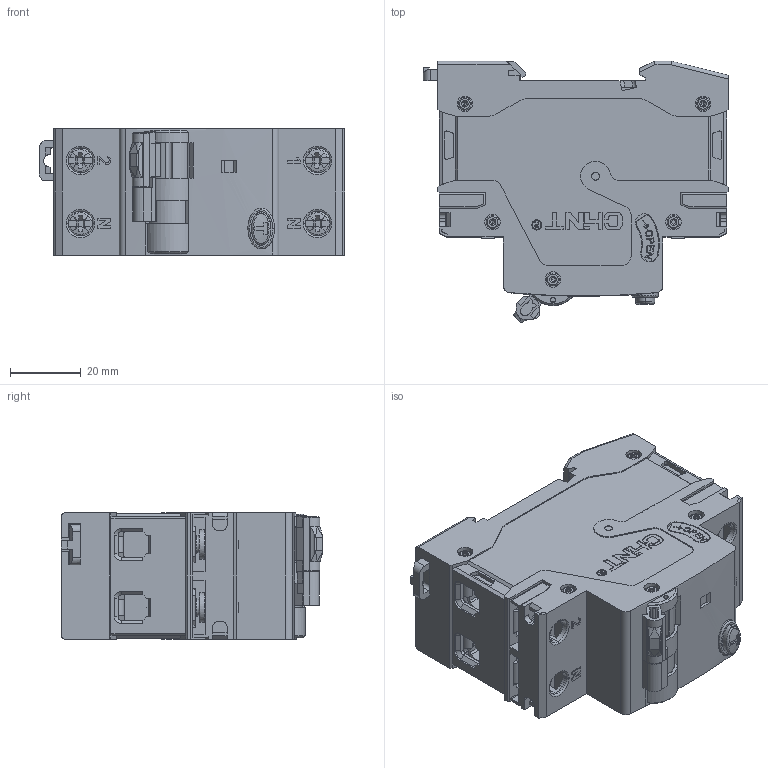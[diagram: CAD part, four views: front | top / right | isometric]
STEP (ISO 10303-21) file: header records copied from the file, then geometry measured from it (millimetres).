
FILE_DESCRIPTION((''),'2;1');
FILE_NAME('0NB1L','2023-07-18T08:15:24',('yuansp'),(''),'CREO PARAMETRIC BY PTC INC, 2020044','CREO PARAMETRIC BY PTC INC, 2020044','');
FILE_SCHEMA(('CONFIG_CONTROL_DESIGN','SHAPE_APPEARANCE_LAYERS_GROUPS'));
Products named in the file (1): 0NB1L
Bounding box: 86 x 73.66 x 35.6 mm (x, y, z)
Volume: 137583.6 mm3; surface area: 62750.6 mm2
Topology: 1 solids, 2 shells, 3633 faces, 10308 edges, 6700 vertices
Faces by surface type: plane 2714, cylinder 756, torus 85, cone 37, bspline 19, extrusion 14, sphere 8
Entity records: 146666 total; most frequent: CARTESIAN_POINT 27032, ORIENTED_EDGE 20602, DIRECTION 18992, EDGE_CURVE 10301, VECTOR 8040, LINE 8026, VERTEX_POINT 6704, AXIS2_PLACEMENT_3D 5476
